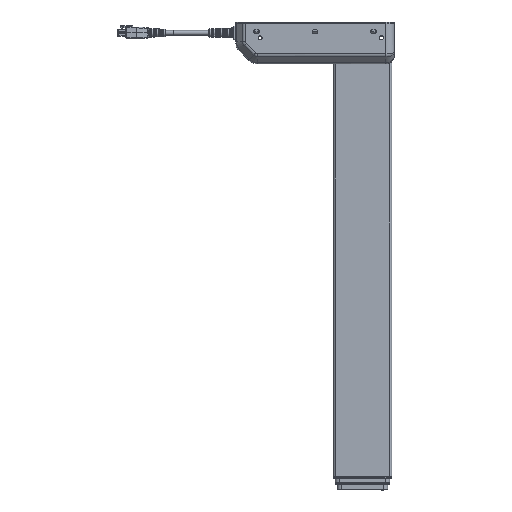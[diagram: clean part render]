
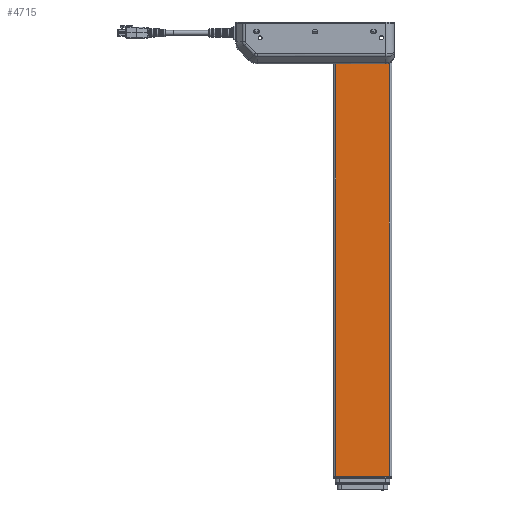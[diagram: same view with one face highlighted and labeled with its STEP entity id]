
A CAD part, top view. The second image highlights one B-rep face of the part: STEP entity #4715.
In plain terms, the highlighted planar face has unit normal (0, 0, 1).
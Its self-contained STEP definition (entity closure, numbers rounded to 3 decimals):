
#2895=CIRCLE('',#52220,12.5);
#4715=ADVANCED_FACE('',(#9321),#7074,.T.);
#7074=PLANE('',#52221);
#9321=FACE_OUTER_BOUND('',#12151,.T.);
#12151=EDGE_LOOP('',(#20074,#20075,#20076,#20077,#20078));
#20074=ORIENTED_EDGE('',*,*,#35952,.T.);
#20075=ORIENTED_EDGE('',*,*,#35953,.T.);
#20076=ORIENTED_EDGE('',*,*,#35954,.T.);
#20077=ORIENTED_EDGE('',*,*,#35955,.T.);
#20078=ORIENTED_EDGE('',*,*,#35956,.F.);
#30271=VERTEX_POINT('',#75189);
#30272=VERTEX_POINT('',#75190);
#30273=VERTEX_POINT('',#75192);
#30274=VERTEX_POINT('',#75194);
#30275=VERTEX_POINT('',#75196);
#35952=EDGE_CURVE('',#30271,#30272,#42230,.T.);
#35953=EDGE_CURVE('',#30272,#30273,#2895,.T.);
#35954=EDGE_CURVE('',#30273,#30274,#42231,.T.);
#35955=EDGE_CURVE('',#30274,#30275,#42232,.T.);
#35956=EDGE_CURVE('',#30271,#30275,#42233,.T.);
#42230=LINE('',#75188,#47383);
#42231=LINE('',#75193,#47384);
#42232=LINE('',#75195,#47385);
#42233=LINE('',#75197,#47386);
#47383=VECTOR('',#60260,1.);
#47384=VECTOR('',#60263,1.);
#47385=VECTOR('',#60264,1.);
#47386=VECTOR('',#60265,1.);
#52220=AXIS2_PLACEMENT_3D('',#75191,#60261,#60262);
#52221=AXIS2_PLACEMENT_3D('',#75198,#60266,#60267);
#60260=DIRECTION('',(0.,1.,0.));
#60261=DIRECTION('',(0.,0.,-1.));
#60262=DIRECTION('',(0.,1.,0.));
#60263=DIRECTION('',(-1.,0.,0.));
#60264=DIRECTION('',(0.,-1.,0.));
#60265=DIRECTION('',(-1.,0.,0.));
#60266=DIRECTION('',(0.,0.,1.));
#60267=DIRECTION('',(0.,1.,0.));
#75188=CARTESIAN_POINT('',(32.,515.,35.));
#75189=CARTESIAN_POINT('',(32.,16.,35.));
#75190=CARTESIAN_POINT('',(32.,512.552,35.));
#75191=CARTESIAN_POINT('',(23.398,521.622,35.));
#75192=CARTESIAN_POINT('',(28.,510.,35.));
#75193=CARTESIAN_POINT('',(0.,510.,35.));
#75194=CARTESIAN_POINT('',(-32.,510.,35.));
#75195=CARTESIAN_POINT('',(-32.,16.,35.));
#75196=CARTESIAN_POINT('',(-32.,16.,35.));
#75197=CARTESIAN_POINT('',(35.,16.,35.));
#75198=CARTESIAN_POINT('',(35.,16.,35.));
